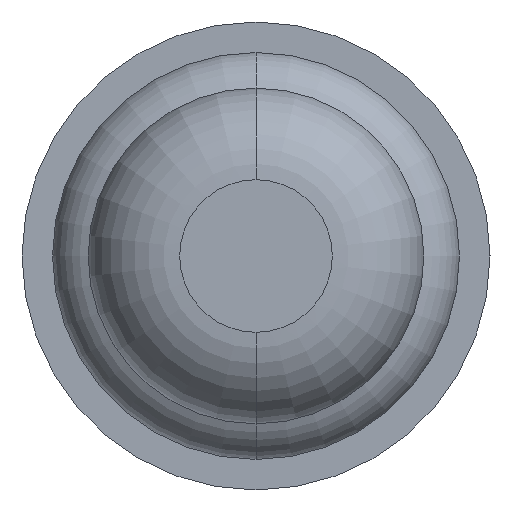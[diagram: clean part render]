
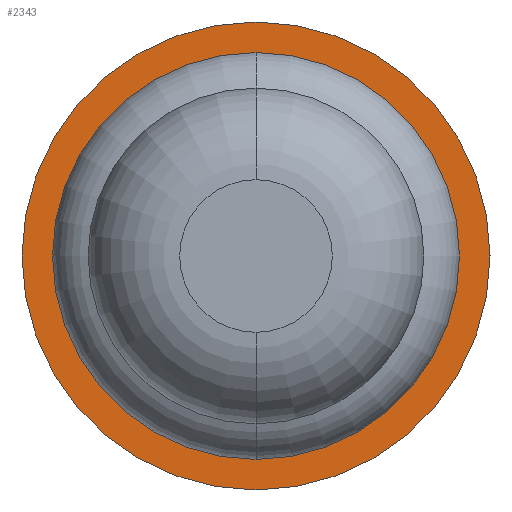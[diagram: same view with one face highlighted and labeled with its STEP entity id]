
A CAD part, front view. The second image highlights one B-rep face of the part: STEP entity #2343.
In plain terms, the highlighted planar face has unit normal (0, -1, 0).
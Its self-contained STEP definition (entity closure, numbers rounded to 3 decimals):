
#175 = DIRECTION ( 'NONE',  ( 0., -1., 0. ) ) ;
#227 = DIRECTION ( 'NONE',  ( 0., 1., 0. ) ) ;
#392 = AXIS2_PLACEMENT_3D ( 'NONE', #2163, #227, #3730 ) ;
#419 = AXIS2_PLACEMENT_3D ( 'NONE', #524, #3473, #3098 ) ;
#516 = CIRCLE ( 'NONE', #419, 1.15 ) ;
#524 = CARTESIAN_POINT ( 'NONE',  ( 0., 5.3, 0. ) ) ;
#569 = CIRCLE ( 'NONE', #392, 0.5 ) ;
#585 = DIRECTION ( 'NONE',  ( 0., 1., 0. ) ) ;
#702 = EDGE_CURVE ( 'Defeature ausgef�hrt1_9+Defeature ausgef�hrt1_7+Defeature ausgef�hrt1_7+Defeature ausgef�hrt1_7', #1629, #2082, #569, .T. ) ;
#816 = ORIENTED_EDGE ( 'NONE', *, *, #2051, .F. ) ;
#853 = CARTESIAN_POINT ( 'NONE',  ( 0., 5.3, -0.5 ) ) ;
#886 = CARTESIAN_POINT ( 'NONE',  ( -1.15, 5.3, 0. ) ) ;
#967 = EDGE_LOOP ( 'NONE', ( #3992, #978 ) ) ;
#978 = ORIENTED_EDGE ( 'NONE', *, *, #1684, .T. ) ;
#1130 = AXIS2_PLACEMENT_3D ( 'NONE', #2537, #2869, #3783 ) ;
#1287 = VERTEX_POINT ( 'NONE', #2165 ) ;
#1470 = PLANE ( 'NONE',  #2381 ) ;
#1629 = VERTEX_POINT ( 'NONE', #2231 ) ;
#1634 = FACE_BOUND ( 'NONE', #967, .T. ) ;
#1684 = EDGE_CURVE ( 'Defeature ausgef�hrt1_9+Defeature ausgef�hrt1_7+Defeature ausgef�hrt1_7+Defeature ausgef�hrt1_7', #2082, #1629, #3757, .T. ) ;
#1909 = CARTESIAN_POINT ( 'NONE',  ( 0., 5.3, 0. ) ) ;
#2051 = EDGE_CURVE ( 'Defeature ausgef�hrt1_8+Defeature ausgef�hrt1_9+Defeature ausgef�hrt1_9+Defeature ausgef�hrt1_9', #2760, #1287, #516, .T. ) ;
#2069 = AXIS2_PLACEMENT_3D ( 'NONE', #1909, #585, #2868 ) ;
#2082 = VERTEX_POINT ( 'NONE', #853 ) ;
#2163 = CARTESIAN_POINT ( 'NONE',  ( 0., 5.3, 0. ) ) ;
#2165 = CARTESIAN_POINT ( 'NONE',  ( 0., 5.3, 1.15 ) ) ;
#2231 = CARTESIAN_POINT ( 'NONE',  ( 0., 5.3, 0.5 ) ) ;
#2343 = ADVANCED_FACE ( 'Defeature ausgef�hrt1_9', ( #1634, #3558 ), #1470, .T. ) ;
#2381 = AXIS2_PLACEMENT_3D ( 'NONE', #886, #175, #2793 ) ;
#2451 = EDGE_LOOP ( 'NONE', ( #3355, #816 ) ) ;
#2537 = CARTESIAN_POINT ( 'NONE',  ( 0., 5.3, 0. ) ) ;
#2652 = CIRCLE ( 'NONE', #2069, 1.15 ) ;
#2760 = VERTEX_POINT ( 'NONE', #3158 ) ;
#2793 = DIRECTION ( 'NONE',  ( 0., 0., -1. ) ) ;
#2868 = DIRECTION ( 'NONE',  ( 0., 0., 1. ) ) ;
#2869 = DIRECTION ( 'NONE',  ( 0., 1., 0. ) ) ;
#2924 = EDGE_CURVE ( 'Defeature ausgef�hrt1_8+Defeature ausgef�hrt1_9+Defeature ausgef�hrt1_9+Defeature ausgef�hrt1_9', #1287, #2760, #2652, .T. ) ;
#3098 = DIRECTION ( 'NONE',  ( 0., 0., 1. ) ) ;
#3158 = CARTESIAN_POINT ( 'NONE',  ( 0., 5.3, -1.15 ) ) ;
#3355 = ORIENTED_EDGE ( 'NONE', *, *, #2924, .F. ) ;
#3473 = DIRECTION ( 'NONE',  ( 0., 1., 0. ) ) ;
#3558 = FACE_OUTER_BOUND ( 'NONE', #2451, .T. ) ;
#3730 = DIRECTION ( 'NONE',  ( 0., 0., 1. ) ) ;
#3757 = CIRCLE ( 'NONE', #1130, 0.5 ) ;
#3783 = DIRECTION ( 'NONE',  ( 0., 0., 1. ) ) ;
#3992 = ORIENTED_EDGE ( 'NONE', *, *, #702, .T. ) ;
